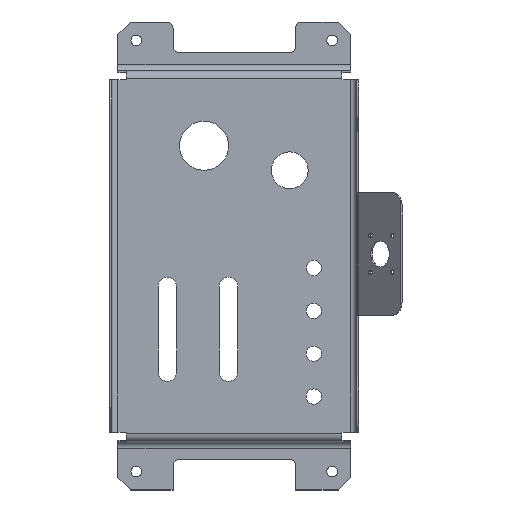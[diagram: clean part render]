
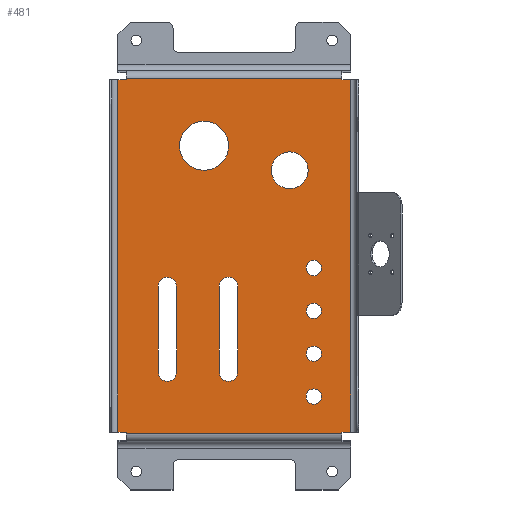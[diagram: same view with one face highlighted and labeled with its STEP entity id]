
A CAD part, top view. The second image highlights one B-rep face of the part: STEP entity #481.
In plain terms, the highlighted planar face has unit normal (0, 0, 1).
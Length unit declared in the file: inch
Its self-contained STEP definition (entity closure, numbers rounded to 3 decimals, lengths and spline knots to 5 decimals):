
#411=FACE_BOUND('',#745,.T.);
#412=FACE_BOUND('',#746,.T.);
#413=FACE_BOUND('',#747,.T.);
#414=FACE_BOUND('',#748,.T.);
#415=FACE_BOUND('',#749,.T.);
#416=FACE_BOUND('',#750,.T.);
#417=FACE_BOUND('',#751,.T.);
#418=FACE_BOUND('',#752,.T.);
#419=FACE_BOUND('',#753,.T.);
#481=ADVANCED_FACE('',(#411,#412,#413,#414,#415,#416,#417,#418,#419),#3544,
 .T.);
#745=EDGE_LOOP('',(#980,#981,#982,#983,#984,#985,#986,#987,#988,#989,#990,
#991));
#746=EDGE_LOOP('',(#992));
#747=EDGE_LOOP('',(#993));
#748=EDGE_LOOP('',(#994));
#749=EDGE_LOOP('',(#995));
#750=EDGE_LOOP('',(#996));
#751=EDGE_LOOP('',(#997,#998,#999,#1000));
#752=EDGE_LOOP('',(#1001,#1002,#1003,#1004));
#753=EDGE_LOOP('',(#1005));
#980=ORIENTED_EDGE('',*,*,#2028,.F.);
#981=ORIENTED_EDGE('',*,*,#2029,.T.);
#982=ORIENTED_EDGE('',*,*,#2030,.F.);
#983=ORIENTED_EDGE('',*,*,#2031,.F.);
#984=ORIENTED_EDGE('',*,*,#2032,.F.);
#985=ORIENTED_EDGE('',*,*,#2033,.F.);
#986=ORIENTED_EDGE('',*,*,#2034,.F.);
#987=ORIENTED_EDGE('',*,*,#2035,.F.);
#988=ORIENTED_EDGE('',*,*,#2036,.F.);
#989=ORIENTED_EDGE('',*,*,#2037,.F.);
#990=ORIENTED_EDGE('',*,*,#2038,.T.);
#991=ORIENTED_EDGE('',*,*,#2039,.F.);
#992=ORIENTED_EDGE('',*,*,#2040,.T.);
#993=ORIENTED_EDGE('',*,*,#2041,.T.);
#994=ORIENTED_EDGE('',*,*,#2042,.T.);
#995=ORIENTED_EDGE('',*,*,#2043,.T.);
#996=ORIENTED_EDGE('',*,*,#2044,.T.);
#997=ORIENTED_EDGE('',*,*,#2045,.F.);
#998=ORIENTED_EDGE('',*,*,#2046,.F.);
#999=ORIENTED_EDGE('',*,*,#2047,.F.);
#1000=ORIENTED_EDGE('',*,*,#2048,.F.);
#1001=ORIENTED_EDGE('',*,*,#2049,.F.);
#1002=ORIENTED_EDGE('',*,*,#2050,.F.);
#1003=ORIENTED_EDGE('',*,*,#2051,.F.);
#1004=ORIENTED_EDGE('',*,*,#2052,.F.);
#1005=ORIENTED_EDGE('',*,*,#2053,.T.);
#1756=VERTEX_POINT('',#25236);
#1757=VERTEX_POINT('',#25237);
#1758=VERTEX_POINT('',#25239);
#1759=VERTEX_POINT('',#25241);
#1760=VERTEX_POINT('',#25243);
#1761=VERTEX_POINT('',#25245);
#1762=VERTEX_POINT('',#25247);
#1763=VERTEX_POINT('',#25249);
#1764=VERTEX_POINT('',#25251);
#1765=VERTEX_POINT('',#25253);
#1766=VERTEX_POINT('',#25255);
#1767=VERTEX_POINT('',#25257);
#1768=VERTEX_POINT('',#25260);
#1769=VERTEX_POINT('',#25262);
#1770=VERTEX_POINT('',#25264);
#1771=VERTEX_POINT('',#25266);
#1772=VERTEX_POINT('',#25268);
#1773=VERTEX_POINT('',#25270);
#1774=VERTEX_POINT('',#25271);
#1775=VERTEX_POINT('',#25273);
#1776=VERTEX_POINT('',#25275);
#1777=VERTEX_POINT('',#25278);
#1778=VERTEX_POINT('',#25279);
#1779=VERTEX_POINT('',#25281);
#1780=VERTEX_POINT('',#25283);
#1781=VERTEX_POINT('',#25286);
#2028=EDGE_CURVE('',#1756,#1757,#2673,.T.);
#2029=EDGE_CURVE('',#1756,#1758,#2674,.T.);
#2030=EDGE_CURVE('',#1759,#1758,#2675,.T.);
#2031=EDGE_CURVE('',#1760,#1759,#2676,.T.);
#2032=EDGE_CURVE('',#1761,#1760,#2677,.T.);
#2033=EDGE_CURVE('',#1762,#1761,#2678,.T.);
#2034=EDGE_CURVE('',#1763,#1762,#2679,.T.);
#2035=EDGE_CURVE('',#1764,#1763,#2680,.T.);
#2036=EDGE_CURVE('',#1765,#1764,#2681,.T.);
#2037=EDGE_CURVE('',#1766,#1765,#2682,.T.);
#2038=EDGE_CURVE('',#1766,#1767,#2683,.T.);
#2039=EDGE_CURVE('',#1757,#1767,#2684,.T.);
#2040=EDGE_CURVE('',#1768,#1768,#2405,.T.);
#2041=EDGE_CURVE('',#1769,#1769,#2406,.T.);
#2042=EDGE_CURVE('',#1770,#1770,#2407,.T.);
#2043=EDGE_CURVE('',#1771,#1771,#2408,.T.);
#2044=EDGE_CURVE('',#1772,#1772,#2409,.T.);
#2045=EDGE_CURVE('',#1773,#1774,#2410,.T.);
#2046=EDGE_CURVE('',#1775,#1773,#2685,.T.);
#2047=EDGE_CURVE('',#1776,#1775,#2411,.T.);
#2048=EDGE_CURVE('',#1774,#1776,#2686,.T.);
#2049=EDGE_CURVE('',#1777,#1778,#2412,.T.);
#2050=EDGE_CURVE('',#1779,#1777,#2687,.T.);
#2051=EDGE_CURVE('',#1780,#1779,#2413,.T.);
#2052=EDGE_CURVE('',#1778,#1780,#2688,.T.);
#2053=EDGE_CURVE('',#1781,#1781,#2414,.T.);
#2405=CIRCLE('',#4770,0.3125);
#2406=CIRCLE('',#4771,0.3125);
#2407=CIRCLE('',#4772,0.3125);
#2408=CIRCLE('',#4773,0.3125);
#2409=CIRCLE('',#4774,1.);
#2410=CIRCLE('',#4775,0.375);
#2411=CIRCLE('',#4776,0.375);
#2412=CIRCLE('',#4777,0.375);
#2413=CIRCLE('',#4778,0.375);
#2414=CIRCLE('',#4779,0.75);
#2673=LINE('',#25235,#3019);
#2674=LINE('',#25238,#3020);
#2675=LINE('',#25240,#3021);
#2676=LINE('',#25242,#3022);
#2677=LINE('',#25244,#3023);
#2678=LINE('',#25246,#3024);
#2679=LINE('',#25248,#3025);
#2680=LINE('',#25250,#3026);
#2681=LINE('',#25252,#3027);
#2682=LINE('',#25254,#3028);
#2683=LINE('',#25256,#3029);
#2684=LINE('',#25258,#3030);
#2685=LINE('',#25272,#3031);
#2686=LINE('',#25276,#3032);
#2687=LINE('',#25280,#3033);
#2688=LINE('',#25284,#3034);
#3019=VECTOR('',#5269,1.);
#3020=VECTOR('',#5270,1.);
#3021=VECTOR('',#5271,1.);
#3022=VECTOR('',#5272,1.);
#3023=VECTOR('',#5273,1.);
#3024=VECTOR('',#5274,1.);
#3025=VECTOR('',#5275,1.);
#3026=VECTOR('',#5276,1.);
#3027=VECTOR('',#5277,1.);
#3028=VECTOR('',#5278,1.);
#3029=VECTOR('',#5279,1.);
#3030=VECTOR('',#5280,1.);
#3031=VECTOR('',#5293,1.);
#3032=VECTOR('',#5296,1.);
#3033=VECTOR('',#5299,1.);
#3034=VECTOR('',#5302,1.);
#3544=PLANE('',#4780);
#4770=AXIS2_PLACEMENT_3D('',#25259,#5281,#5282);
#4771=AXIS2_PLACEMENT_3D('',#25261,#5283,#5284);
#4772=AXIS2_PLACEMENT_3D('',#25263,#5285,#5286);
#4773=AXIS2_PLACEMENT_3D('',#25265,#5287,#5288);
#4774=AXIS2_PLACEMENT_3D('',#25267,#5289,#5290);
#4775=AXIS2_PLACEMENT_3D('',#25269,#5291,#5292);
#4776=AXIS2_PLACEMENT_3D('',#25274,#5294,#5295);
#4777=AXIS2_PLACEMENT_3D('',#25277,#5297,#5298);
#4778=AXIS2_PLACEMENT_3D('',#25282,#5300,#5301);
#4779=AXIS2_PLACEMENT_3D('',#25285,#5303,#5304);
#4780=AXIS2_PLACEMENT_3D('',#25287,#5305,#5306);
#5269=DIRECTION('',(0.,1.,0.));
#5270=DIRECTION('',(1.,0.,0.));
#5271=DIRECTION('',(0.,-1.,0.));
#5272=DIRECTION('',(-1.,0.,0.));
#5273=DIRECTION('',(0.,-1.,0.));
#5274=DIRECTION('',(1.,0.,0.));
#5275=DIRECTION('',(0.,-1.,0.));
#5276=DIRECTION('',(1.,0.,0.));
#5277=DIRECTION('',(0.,1.,0.));
#5278=DIRECTION('',(1.,0.,0.));
#5279=DIRECTION('',(0.,-1.,0.));
#5280=DIRECTION('',(-1.,0.,0.));
#5281=DIRECTION('',(0.,0.,-1.));
#5282=DIRECTION('',(-1.,0.,0.));
#5283=DIRECTION('',(0.,0.,-1.));
#5284=DIRECTION('',(-1.,0.,0.));
#5285=DIRECTION('',(0.,0.,-1.));
#5286=DIRECTION('',(-1.,0.,0.));
#5287=DIRECTION('',(0.,0.,-1.));
#5288=DIRECTION('',(-1.,0.,0.));
#5289=DIRECTION('',(0.,0.,-1.));
#5290=DIRECTION('',(0.,1.,0.));
#5291=DIRECTION('',(0.,0.,1.));
#5292=DIRECTION('',(0.,1.,0.));
#5293=DIRECTION('',(0.,-1.,0.));
#5294=DIRECTION('',(0.,0.,1.));
#5295=DIRECTION('',(0.,1.,0.));
#5296=DIRECTION('',(0.,1.,0.));
#5297=DIRECTION('',(0.,0.,1.));
#5298=DIRECTION('',(0.,1.,0.));
#5299=DIRECTION('',(0.,-1.,0.));
#5300=DIRECTION('',(0.,0.,1.));
#5301=DIRECTION('',(0.,1.,0.));
#5302=DIRECTION('',(0.,1.,0.));
#5303=DIRECTION('',(0.,0.,-1.));
#5304=DIRECTION('',(0.,1.,0.));
#5305=DIRECTION('',(0.,0.,1.));
#5306=DIRECTION('',(1.,0.,0.));
#25235=CARTESIAN_POINT('',(-9.15,16.7869,3.0751));
#25236=CARTESIAN_POINT('',(-9.15,2.2869,3.0751));
#25237=CARTESIAN_POINT('',(-9.15,2.3618,3.0751));
#25238=CARTESIAN_POINT('',(-9.5,2.2869,3.0751));
#25239=CARTESIAN_POINT('',(-0.35,2.2869,3.0751));
#25240=CARTESIAN_POINT('',(-0.35,16.7869,3.0751));
#25241=CARTESIAN_POINT('',(-0.35,2.3618,3.0751));
#25242=CARTESIAN_POINT('',(-9.5,2.3618,3.0751));
#25243=CARTESIAN_POINT('',(0.,2.3618,3.0751));
#25244=CARTESIAN_POINT('',(0.,16.7869,3.0751));
#25245=CARTESIAN_POINT('',(0.,16.7502,3.0751));
#25246=CARTESIAN_POINT('',(-9.5,16.7502,3.0751));
#25247=CARTESIAN_POINT('',(-0.35,16.7502,3.0751));
#25248=CARTESIAN_POINT('',(-0.35,16.7869,3.0751));
#25249=CARTESIAN_POINT('',(-0.35,16.7869,3.0751));
#25250=CARTESIAN_POINT('',(-9.5,16.7869,3.0751));
#25251=CARTESIAN_POINT('',(-9.15,16.7869,3.0751));
#25252=CARTESIAN_POINT('',(-9.15,16.7869,3.0751));
#25253=CARTESIAN_POINT('',(-9.15,16.7502,3.0751));
#25254=CARTESIAN_POINT('',(-9.5,16.7502,3.0751));
#25255=CARTESIAN_POINT('',(-9.5,16.7502,3.0751));
#25256=CARTESIAN_POINT('',(-9.5,16.7869,3.0751));
#25257=CARTESIAN_POINT('',(-9.5,2.3618,3.0751));
#25258=CARTESIAN_POINT('',(-9.5,2.3618,3.0751));
#25259=CARTESIAN_POINT('',(-1.5,9.06,3.0751));
#25260=CARTESIAN_POINT('',(-1.8125,9.06,3.0751));
#25261=CARTESIAN_POINT('',(-1.5,7.31,3.0751));
#25262=CARTESIAN_POINT('',(-1.8125,7.31,3.0751));
#25263=CARTESIAN_POINT('',(-1.5,5.56,3.0751));
#25264=CARTESIAN_POINT('',(-1.8125,5.56,3.0751));
#25265=CARTESIAN_POINT('',(-1.5,3.81,3.0751));
#25266=CARTESIAN_POINT('',(-1.8125,3.81,3.0751));
#25267=CARTESIAN_POINT('',(-5.981,14.052,3.0751));
#25268=CARTESIAN_POINT('',(-5.981,15.052,3.0751));
#25269=CARTESIAN_POINT('',(-7.481,4.806,3.0751));
#25270=CARTESIAN_POINT('',(-7.856,4.806,3.0751));
#25271=CARTESIAN_POINT('',(-7.106,4.806,3.0751));
#25272=CARTESIAN_POINT('',(-7.856,8.306,3.0751));
#25273=CARTESIAN_POINT('',(-7.856,8.306,3.0751));
#25274=CARTESIAN_POINT('',(-7.481,8.306,3.0751));
#25275=CARTESIAN_POINT('',(-7.106,8.306,3.0751));
#25276=CARTESIAN_POINT('',(-7.106,4.806,3.0751));
#25277=CARTESIAN_POINT('',(-4.981,4.806,3.0751));
#25278=CARTESIAN_POINT('',(-5.356,4.806,3.0751));
#25279=CARTESIAN_POINT('',(-4.606,4.806,3.0751));
#25280=CARTESIAN_POINT('',(-5.356,8.306,3.0751));
#25281=CARTESIAN_POINT('',(-5.356,8.306,3.0751));
#25282=CARTESIAN_POINT('',(-4.981,8.306,3.0751));
#25283=CARTESIAN_POINT('',(-4.606,8.306,3.0751));
#25284=CARTESIAN_POINT('',(-4.606,4.806,3.0751));
#25285=CARTESIAN_POINT('',(-2.481,13.052,3.0751));
#25286=CARTESIAN_POINT('',(-2.481,13.802,3.0751));
#25287=CARTESIAN_POINT('',(-9.5,16.7869,3.0751));
